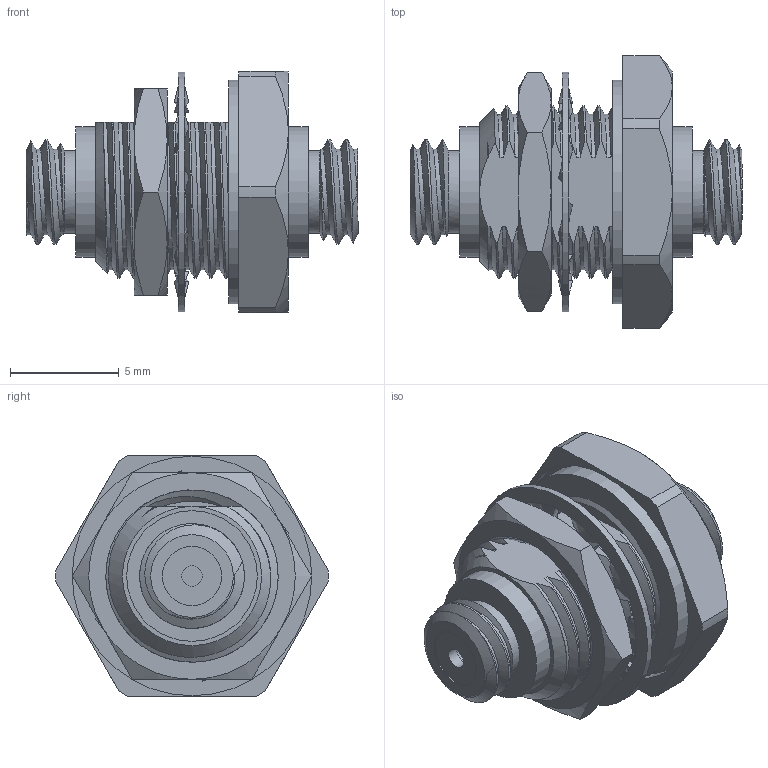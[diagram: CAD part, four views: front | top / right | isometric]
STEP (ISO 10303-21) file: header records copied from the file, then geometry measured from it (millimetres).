
FILE_DESCRIPTION (( 'STEP AP203' ), '1' );
FILE_NAME ('PE9757_3D.step', '2022-07-22T16:56:05', ( '' ), ( '' ), 'SwSTEP 2.0', 'SolidWorks 2021', '' );
FILE_SCHEMA (( 'CONFIG_CONTROL_DESIGN' ));
Length unit declared in the file: inch
Products named in the file (1): PE9757_3D
Bounding box: 15.3 x 12.57 x 11.13 mm (x, y, z)
Volume: 695.1 mm3; surface area: 1080.6 mm2
Topology: 4 solids, 4 shells, 190 faces, 525 edges, 355 vertices
Faces by surface type: bspline 77, cylinder 51, plane 36, cone 26
Full cylindrical faces by diameter (mm): 0.94 x2, 1.265 x2, 2.723 x2, 3.808 x2, 6.02 x2, 7.938 x1, 8.081 x1, 10.298 x1, 10.777 x1, 11.04 x1
Entity records: 16677 total; most frequent: CARTESIAN_POINT 12686, ORIENTED_EDGE 998, DIRECTION 526, EDGE_CURVE 499, VERTEX_POINT 348, B_SPLINE_CURVE_WITH_KNOTS 242, EDGE_LOOP 227, AXIS2_PLACEMENT_3D 223
